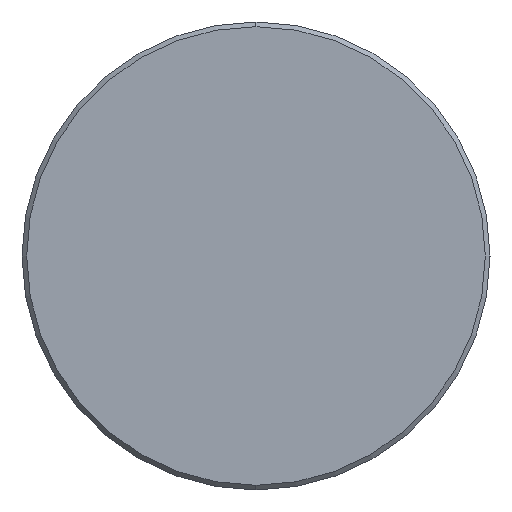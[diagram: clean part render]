
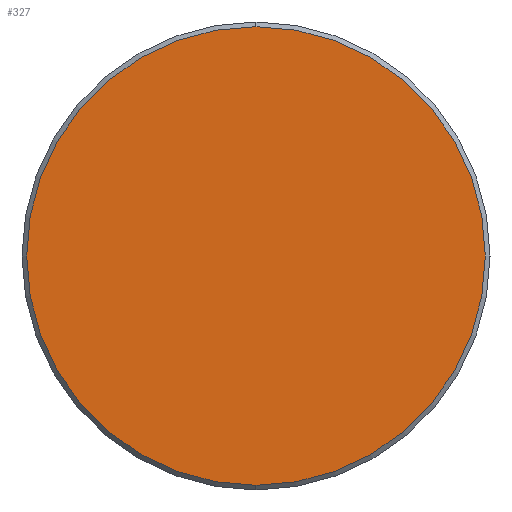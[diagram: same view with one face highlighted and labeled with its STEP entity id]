
A CAD part, left-side view. The second image highlights one B-rep face of the part: STEP entity #327.
In plain terms, the highlighted planar face has unit normal (-1, 0, 0).
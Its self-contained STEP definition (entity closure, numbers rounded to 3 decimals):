
#24 = DIRECTION ( 'NONE',  ( 0., 0., 1. ) ) ;
#31 = AXIS2_PLACEMENT_3D ( 'NONE', #318, #369, #24 ) ;
#51 = CIRCLE ( 'NONE', #31, 14.7 ) ;
#65 = VERTEX_POINT ( 'NONE', #590 ) ;
#134 = EDGE_CURVE ( 'NONE', #65, #264, #585, .T. ) ;
#159 = EDGE_CURVE ( 'NONE', #264, #65, #51, .T. ) ;
#182 = ORIENTED_EDGE ( 'NONE', *, *, #159, .T. ) ;
#227 = DIRECTION ( 'NONE',  ( -1., 0., 0. ) ) ;
#264 = VERTEX_POINT ( 'NONE', #557 ) ;
#276 = FACE_OUTER_BOUND ( 'NONE', #523, .T. ) ;
#277 = CARTESIAN_POINT ( 'NONE',  ( 0., 0., 0. ) ) ;
#313 = CARTESIAN_POINT ( 'NONE',  ( 0., 0., 0. ) ) ;
#318 = CARTESIAN_POINT ( 'NONE',  ( 0., 0., 0. ) ) ;
#327 = ADVANCED_FACE ( 'NONE', ( #276 ), #351, .F. ) ;
#333 = AXIS2_PLACEMENT_3D ( 'NONE', #277, #227, #524 ) ;
#351 = PLANE ( 'NONE',  #582 ) ;
#369 = DIRECTION ( 'NONE',  ( -1., 0., 0. ) ) ;
#392 = DIRECTION ( 'NONE',  ( 0., 0., -1. ) ) ;
#406 = ORIENTED_EDGE ( 'NONE', *, *, #134, .T. ) ;
#491 = DIRECTION ( 'NONE',  ( 1., 0., 0. ) ) ;
#523 = EDGE_LOOP ( 'NONE', ( #182, #406 ) ) ;
#524 = DIRECTION ( 'NONE',  ( 0., 0., 1. ) ) ;
#557 = CARTESIAN_POINT ( 'NONE',  ( 0., 0., -14.7 ) ) ;
#582 = AXIS2_PLACEMENT_3D ( 'NONE', #313, #491, #392 ) ;
#585 = CIRCLE ( 'NONE', #333, 14.7 ) ;
#590 = CARTESIAN_POINT ( 'NONE',  ( 0., 0., 14.7 ) ) ;
